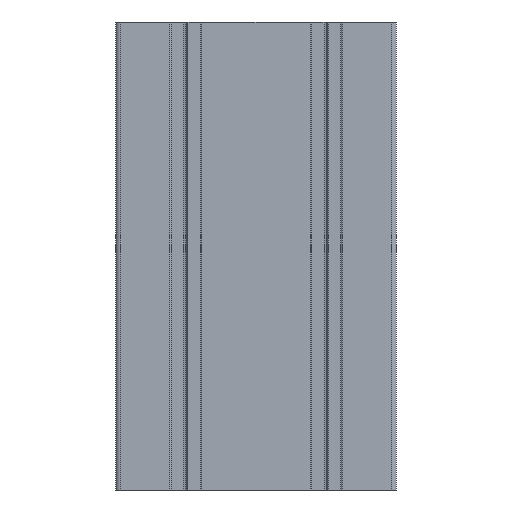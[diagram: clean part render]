
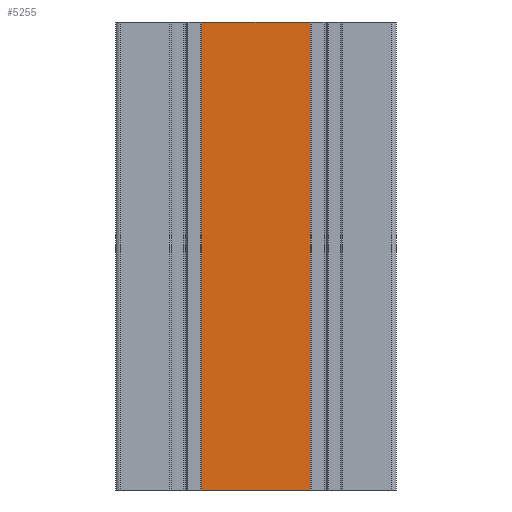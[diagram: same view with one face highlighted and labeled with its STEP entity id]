
A CAD part, front view. The second image highlights one B-rep face of the part: STEP entity #5255.
In plain terms, the highlighted planar face has unit normal (0, -1, 0).
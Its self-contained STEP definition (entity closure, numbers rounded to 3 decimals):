
#579=FACE_OUTER_BOUND('',#855,.T.);
#855=EDGE_LOOP('',(#4595,#4596,#4597,#4598));
#1018=LINE('',#7701,#1562);
#1150=LINE('',#8203,#1694);
#1399=LINE('',#8869,#1943);
#1400=LINE('',#8871,#1944);
#1562=VECTOR('',#6065,10.);
#1694=VECTOR('',#6447,10.);
#1943=VECTOR('',#7198,10.);
#1944=VECTOR('',#7201,10.);
#2142=VERTEX_POINT('',#7698);
#2143=VERTEX_POINT('',#7700);
#2387=VERTEX_POINT('',#8200);
#2388=VERTEX_POINT('',#8202);
#2676=EDGE_CURVE('',#2142,#2143,#1018,.T.);
#2929=EDGE_CURVE('',#2388,#2387,#1150,.T.);
#3263=EDGE_CURVE('',#2387,#2143,#1399,.T.);
#3264=EDGE_CURVE('',#2388,#2142,#1400,.T.);
#4595=ORIENTED_EDGE('',*,*,#2929,.T.);
#4596=ORIENTED_EDGE('',*,*,#3263,.T.);
#4597=ORIENTED_EDGE('',*,*,#2676,.F.);
#4598=ORIENTED_EDGE('',*,*,#3264,.F.);
#5025=PLANE('',#5792);
#5255=ADVANCED_FACE('',(#579),#5025,.T.);
#5792=AXIS2_PLACEMENT_3D('',#8870,#7199,#7200);
#6065=DIRECTION('',(1.,0.,0.));
#6447=DIRECTION('',(1.,0.,0.));
#7198=DIRECTION('',(0.,0.,1.));
#7199=DIRECTION('center_axis',(0.,-1.,0.));
#7200=DIRECTION('ref_axis',(1.,0.,0.));
#7201=DIRECTION('',(0.,0.,1.));
#7698=CARTESIAN_POINT('',(-11.589,-30.,100.));
#7700=CARTESIAN_POINT('',(11.589,-30.,100.));
#7701=CARTESIAN_POINT('',(-11.589,-30.,100.));
#8200=CARTESIAN_POINT('',(11.589,-30.,0.));
#8202=CARTESIAN_POINT('',(-11.589,-30.,0.));
#8203=CARTESIAN_POINT('',(-11.589,-30.,0.));
#8869=CARTESIAN_POINT('',(11.589,-30.,0.));
#8870=CARTESIAN_POINT('Origin',(-11.589,-30.,0.));
#8871=CARTESIAN_POINT('',(-11.589,-30.,0.));
